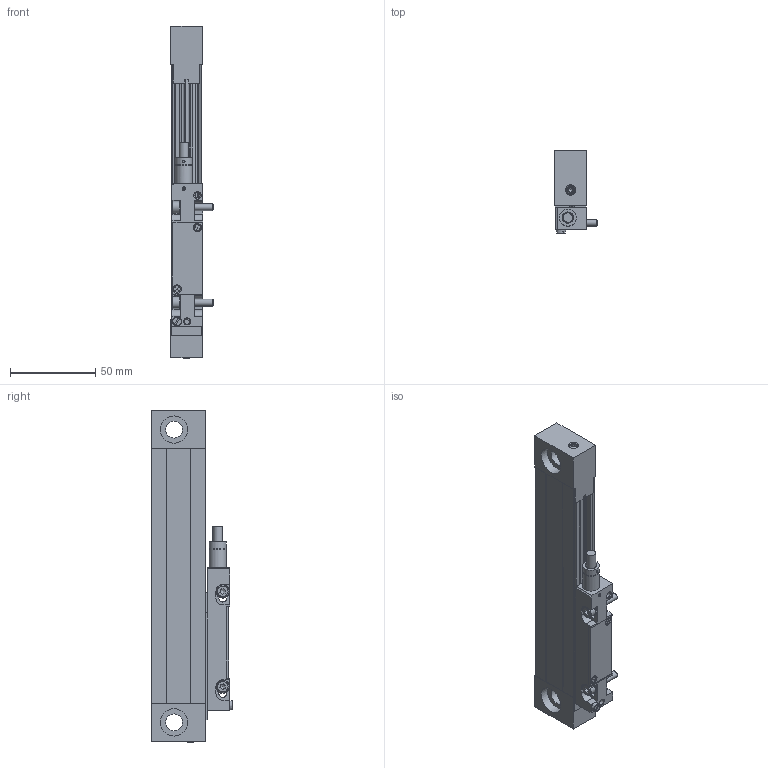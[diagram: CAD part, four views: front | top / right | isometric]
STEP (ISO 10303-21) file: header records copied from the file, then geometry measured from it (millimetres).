
FILE_DESCRIPTION(/* description */ (''),/* implementation_level */ '2;1');
FILE_NAME(/* name */ 'L18T.stp',/* time_stamp */ '2015-03-19T14:07:13+02:00',/* author */ ('EdgarasA'),/* organization */ (''),/* preprocessor_version */ 'ST-DEVELOPER v15.2',/* originating_system */ 'Autodesk Inventor 2014',/* authorisation */ '');
FILE_SCHEMA (('AUTOMOTIVE_DESIGN { 1 0 10303 214 3 1 1 }'));
Length unit declared in the file: millimetre
Products named in the file (1): L18T
Bounding box: 24.8 x 48.1 x 195.01 mm (x, y, z)
Surface area: 34429.8 mm2 (no closed solid volume)
Topology: 0 solids, 44 shells, 195 faces, 721 edges, 559 vertices
Faces by surface type: plane 138, cylinder 33, cone 22, torus 2
Full cylindrical faces by diameter (mm): 1.5 x1, 3.242 x1, 3.5 x1, 4 x2, 5.5 x1, 6 x1, 7 x2, 8 x2, 10 x4, 16 x4
Entity records: 7573 total; most frequent: CARTESIAN_POINT 1621, DIRECTION 1143, ORIENTED_EDGE 938, EDGE_CURVE 660, VERTEX_POINT 542, LINE 481, VECTOR 481, AXIS2_PLACEMENT_3D 331
